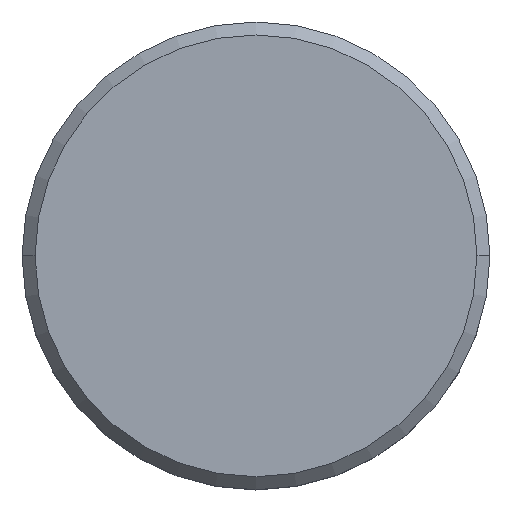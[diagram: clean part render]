
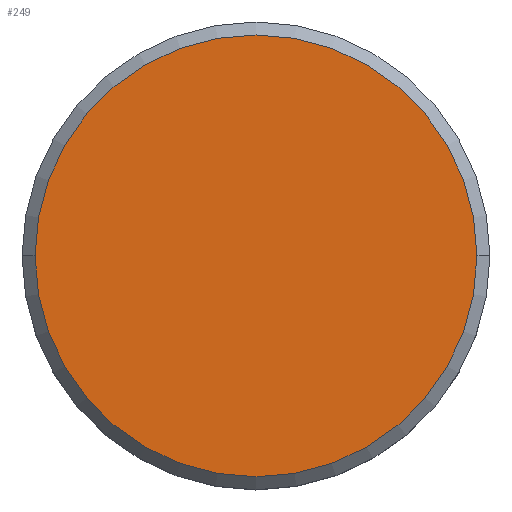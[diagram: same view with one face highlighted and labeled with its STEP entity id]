
A CAD part, top view. The second image highlights one B-rep face of the part: STEP entity #249.
In plain terms, the highlighted planar face has unit normal (0, 0, 1).
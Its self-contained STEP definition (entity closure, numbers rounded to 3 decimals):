
#65 = AXIS2_PLACEMENT_3D ( 'NONE', #599, #904, #751 ) ;
#155 = VERTEX_POINT ( 'NONE', #201 ) ;
#180 = DIRECTION ( 'NONE',  ( 1., 0., 0. ) ) ;
#201 = CARTESIAN_POINT ( 'NONE',  ( -8.5, 0., 0. ) ) ;
#239 = EDGE_LOOP ( 'NONE', ( #739, #616 ) ) ;
#249 = ADVANCED_FACE ( 'NONE', ( #400 ), #812, .T. ) ;
#400 = FACE_OUTER_BOUND ( 'NONE', #239, .T. ) ;
#547 = DIRECTION ( 'NONE',  ( 0., 0., 1. ) ) ;
#548 = EDGE_CURVE ( 'NONE', #668, #155, #639, .T. ) ;
#581 = CARTESIAN_POINT ( 'NONE',  ( 0., 0., 0. ) ) ;
#599 = CARTESIAN_POINT ( 'NONE',  ( 0., 0., 0. ) ) ;
#616 = ORIENTED_EDGE ( 'NONE', *, *, #548, .T. ) ;
#639 = CIRCLE ( 'NONE', #774, 8.5 ) ;
#668 = VERTEX_POINT ( 'NONE', #669 ) ;
#669 = CARTESIAN_POINT ( 'NONE',  ( 8.5, 0., 0. ) ) ;
#681 = CIRCLE ( 'NONE', #65, 8.5 ) ;
#692 = EDGE_CURVE ( 'NONE', #155, #668, #681, .T. ) ;
#739 = ORIENTED_EDGE ( 'NONE', *, *, #692, .T. ) ;
#751 = DIRECTION ( 'NONE',  ( 1., 0., 0. ) ) ;
#758 = AXIS2_PLACEMENT_3D ( 'NONE', #581, #1058, #180 ) ;
#774 = AXIS2_PLACEMENT_3D ( 'NONE', #949, #547, #778 ) ;
#778 = DIRECTION ( 'NONE',  ( 1., 0., 0. ) ) ;
#812 = PLANE ( 'NONE',  #758 ) ;
#904 = DIRECTION ( 'NONE',  ( 0., 0., 1. ) ) ;
#949 = CARTESIAN_POINT ( 'NONE',  ( 0., 0., 0. ) ) ;
#1058 = DIRECTION ( 'NONE',  ( 0., 0., 1. ) ) ;
